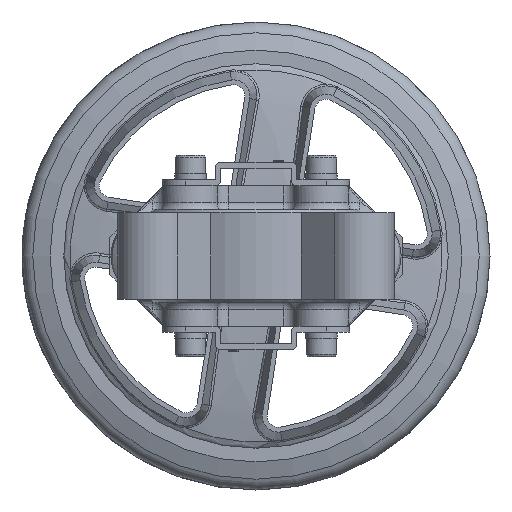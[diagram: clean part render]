
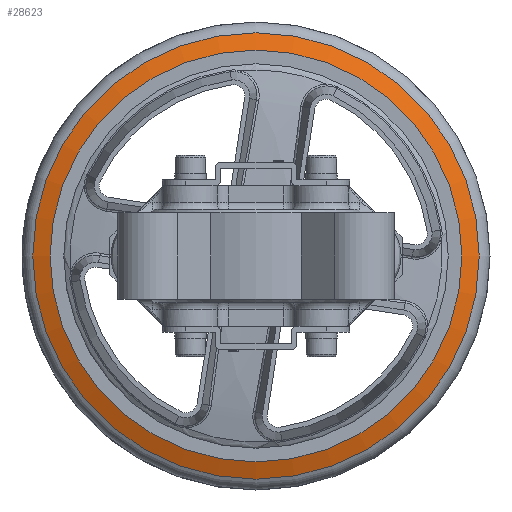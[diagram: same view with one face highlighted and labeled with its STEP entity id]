
A CAD part, front view. The second image highlights one B-rep face of the part: STEP entity #28623.
In plain terms, the highlighted conical face has half-angle 70 degrees and reference radius 95.394 mm.
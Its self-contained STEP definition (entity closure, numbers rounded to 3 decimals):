
#1077=CONICAL_SURFACE('',#30067,95.394,1.222);
#7389=FACE_BOUND('',#10324,.T.);
#8476=FACE_OUTER_BOUND('',#10323,.T.);
#10323=EDGE_LOOP('',(#23700));
#10324=EDGE_LOOP('',(#23701));
#11483=CIRCLE('',#29985,95.394);
#11539=CIRCLE('',#30068,88.);
#13796=VERTEX_POINT('',#50122);
#13885=VERTEX_POINT('',#51015);
#17261=EDGE_CURVE('',#13796,#13796,#11483,.T.);
#17351=EDGE_CURVE('',#13885,#13885,#11539,.T.);
#23700=ORIENTED_EDGE('',*,*,#17351,.T.);
#23701=ORIENTED_EDGE('',*,*,#17261,.T.);
#28623=ADVANCED_FACE('',(#8476,#7389),#1077,.T.);
#29985=AXIS2_PLACEMENT_3D('',#50123,#33941,#33942);
#30067=AXIS2_PLACEMENT_3D('',#51014,#34111,#34112);
#30068=AXIS2_PLACEMENT_3D('',#51016,#34113,#34114);
#33941=DIRECTION('center_axis',(0.,-1.,0.));
#33942=DIRECTION('ref_axis',(0.154,0.,0.988));
#34111=DIRECTION('center_axis',(0.,1.,0.));
#34112=DIRECTION('ref_axis',(0.,0.,
1.));
#34113=DIRECTION('center_axis',(0.,1.,0.));
#34114=DIRECTION('ref_axis',(0.,0.,
1.));
#50122=CARTESIAN_POINT('',(0.,257.324,95.394));
#50123=CARTESIAN_POINT('Origin',(0.,257.324,
0.));
#51014=CARTESIAN_POINT('Origin',(0.,257.324,
0.));
#51015=CARTESIAN_POINT('',(0.,254.632,88.));
#51016=CARTESIAN_POINT('Origin',(0.,254.632,
0.));
